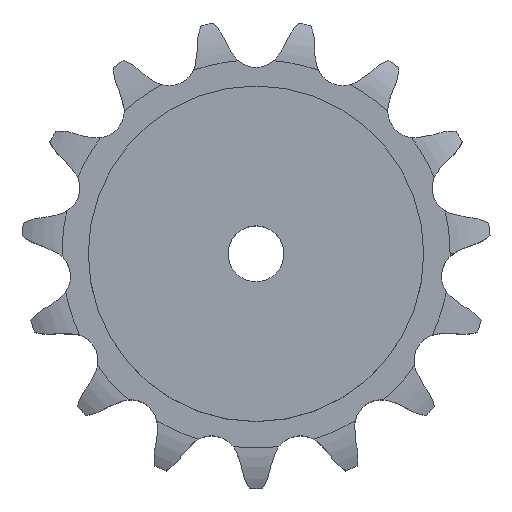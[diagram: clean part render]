
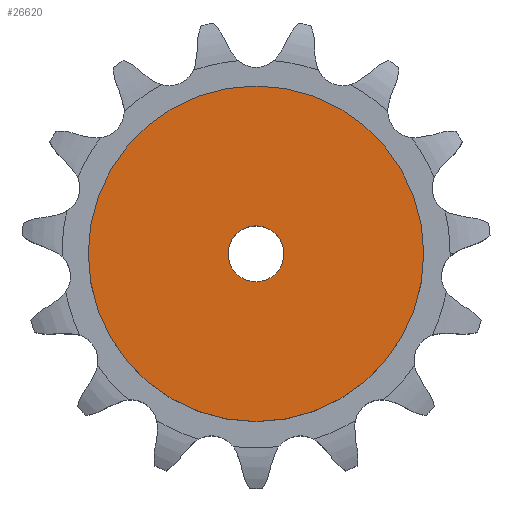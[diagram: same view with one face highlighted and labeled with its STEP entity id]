
A CAD part, top view. The second image highlights one B-rep face of the part: STEP entity #26620.
In plain terms, the highlighted planar face has unit normal (0, 0, 1).
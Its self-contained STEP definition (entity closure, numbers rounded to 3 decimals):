
#14370 = CYLINDRICAL_SURFACE('',#14371,10.);
#14371 = AXIS2_PLACEMENT_3D('',#14372,#14373,#14374);
#14372 = CARTESIAN_POINT('',(0.,0.,276.74));
#14373 = DIRECTION('',(0.,0.,1.));
#14374 = DIRECTION('',(1.,0.,0.));
#18211 = EDGE_CURVE('',#18212,#18212,#18214,.T.);
#18212 = VERTEX_POINT('',#18213);
#18213 = CARTESIAN_POINT('',(10.,0.,80.));
#18214 = SURFACE_CURVE('',#18215,(#18220,#18227),.PCURVE_S1.);
#18215 = CIRCLE('',#18216,10.);
#18216 = AXIS2_PLACEMENT_3D('',#18217,#18218,#18219);
#18217 = CARTESIAN_POINT('',(0.,0.,80.));
#18218 = DIRECTION('',(0.,0.,1.));
#18219 = DIRECTION('',(1.,0.,0.));
#18220 = PCURVE('',#14370,#18221);
#18221 = DEFINITIONAL_REPRESENTATION('',(#18222),#18226);
#18222 = LINE('',#18223,#18224);
#18223 = CARTESIAN_POINT('',(0.,-196.74));
#18224 = VECTOR('',#18225,1.);
#18225 = DIRECTION('',(1.,0.));
#18226 = ( GEOMETRIC_REPRESENTATION_CONTEXT(2) 
PARAMETRIC_REPRESENTATION_CONTEXT() REPRESENTATION_CONTEXT('2D SPACE',''
  ) );
#18227 = PCURVE('',#18228,#18233);
#18228 = PLANE('',#18229);
#18229 = AXIS2_PLACEMENT_3D('',#18230,#18231,#18232);
#18230 = CARTESIAN_POINT('',(0.,0.,80.)
  );
#18231 = DIRECTION('',(0.,0.,1.));
#18232 = DIRECTION('',(1.,0.,0.));
#18233 = DEFINITIONAL_REPRESENTATION('',(#18234),#18238);
#18234 = CIRCLE('',#18235,10.);
#18235 = AXIS2_PLACEMENT_2D('',#18236,#18237);
#18236 = CARTESIAN_POINT('',(0.,0.));
#18237 = DIRECTION('',(1.,0.));
#18238 = ( GEOMETRIC_REPRESENTATION_CONTEXT(2) 
PARAMETRIC_REPRESENTATION_CONTEXT() REPRESENTATION_CONTEXT('2D SPACE',''
  ) );
#26620 = ADVANCED_FACE('',(#26621,#26652),#18228,.T.);
#26621 = FACE_BOUND('',#26622,.T.);
#26622 = EDGE_LOOP('',(#26623));
#26623 = ORIENTED_EDGE('',*,*,#26624,.T.);
#26624 = EDGE_CURVE('',#26625,#26625,#26627,.T.);
#26625 = VERTEX_POINT('',#26626);
#26626 = CARTESIAN_POINT('',(60.,0.,80.));
#26627 = SURFACE_CURVE('',#26628,(#26633,#26640),.PCURVE_S1.);
#26628 = CIRCLE('',#26629,60.);
#26629 = AXIS2_PLACEMENT_3D('',#26630,#26631,#26632);
#26630 = CARTESIAN_POINT('',(0.,0.,80.));
#26631 = DIRECTION('',(0.,0.,1.));
#26632 = DIRECTION('',(1.,0.,0.));
#26633 = PCURVE('',#18228,#26634);
#26634 = DEFINITIONAL_REPRESENTATION('',(#26635),#26639);
#26635 = CIRCLE('',#26636,60.);
#26636 = AXIS2_PLACEMENT_2D('',#26637,#26638);
#26637 = CARTESIAN_POINT('',(0.,0.));
#26638 = DIRECTION('',(1.,0.));
#26639 = ( GEOMETRIC_REPRESENTATION_CONTEXT(2) 
PARAMETRIC_REPRESENTATION_CONTEXT() REPRESENTATION_CONTEXT('2D SPACE',''
  ) );
#26640 = PCURVE('',#26641,#26646);
#26641 = CYLINDRICAL_SURFACE('',#26642,60.);
#26642 = AXIS2_PLACEMENT_3D('',#26643,#26644,#26645);
#26643 = CARTESIAN_POINT('',(0.,0.,0.));
#26644 = DIRECTION('',(-0.,-0.,-1.));
#26645 = DIRECTION('',(1.,0.,0.));
#26646 = DEFINITIONAL_REPRESENTATION('',(#26647),#26651);
#26647 = LINE('',#26648,#26649);
#26648 = CARTESIAN_POINT('',(-0.,-80.));
#26649 = VECTOR('',#26650,1.);
#26650 = DIRECTION('',(-1.,0.));
#26651 = ( GEOMETRIC_REPRESENTATION_CONTEXT(2) 
PARAMETRIC_REPRESENTATION_CONTEXT() REPRESENTATION_CONTEXT('2D SPACE',''
  ) );
#26652 = FACE_BOUND('',#26653,.T.);
#26653 = EDGE_LOOP('',(#26654));
#26654 = ORIENTED_EDGE('',*,*,#18211,.F.);
